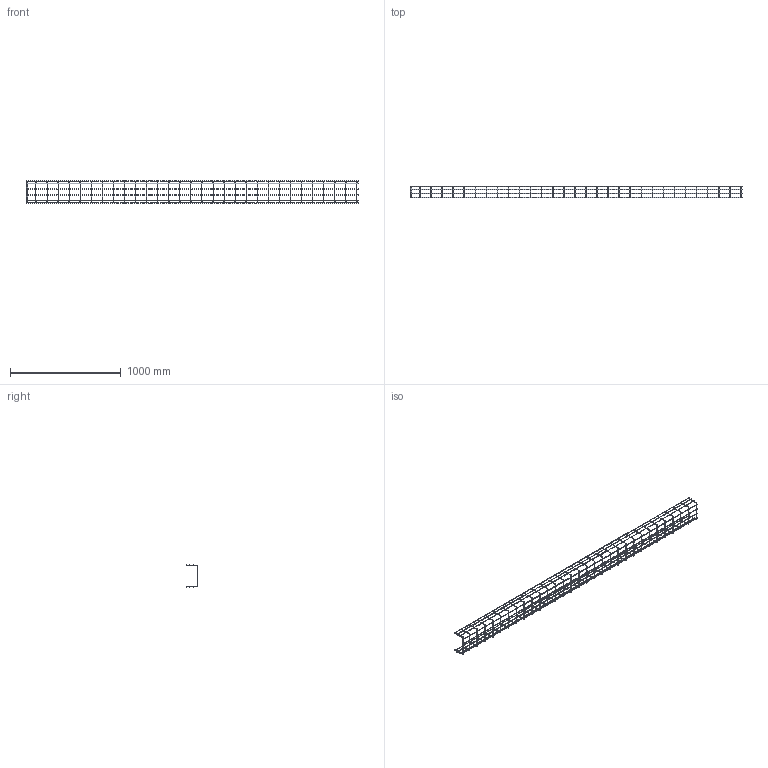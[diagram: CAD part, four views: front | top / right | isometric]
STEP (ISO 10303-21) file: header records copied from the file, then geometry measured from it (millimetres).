
FILE_DESCRIPTION (( 'STEP AP214' ), '1' );
FILE_NAME ('6002435.stp', '2016-07-14T09:20:09', ( '' ), ( '' ), 'SwSTEP 2.0', 'SolidWorks 2014', '' );
FILE_SCHEMA (( 'AUTOMOTIVE_DESIGN' ));
Length unit declared in the file: millimetre
Products named in the file (1): 6002435
Bounding box: 3000 x 107.94 x 200 mm (x, y, z)
Volume: 732722.7 mm3; surface area: 618508.1 mm2
Topology: 1 solids, 1 shells, 424 faces, 2300 edges, 1448 vertices
Faces by surface type: cylinder 212, torus 128, plane 84
Entity records: 39388 total; most frequent: CARTESIAN_POINT 22843, ORIENTED_EDGE 4600, DIRECTION 2442, EDGE_CURVE 2300, VERTEX_POINT 1448, B_SPLINE_CURVE_WITH_KNOTS 1024, AXIS2_PLACEMENT_3D 859, VECTOR 724
